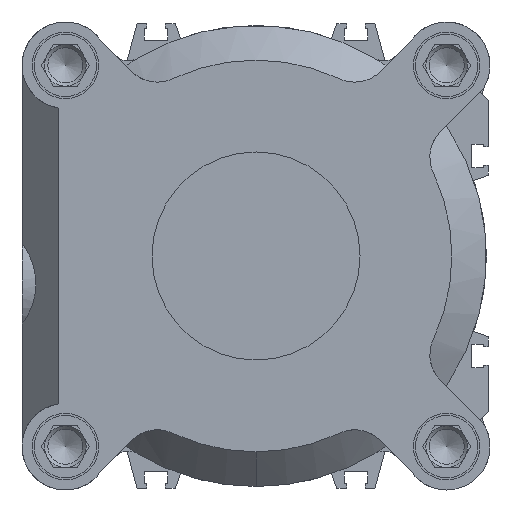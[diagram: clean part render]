
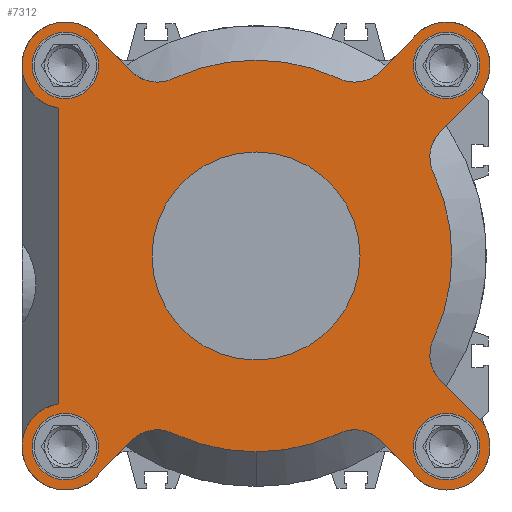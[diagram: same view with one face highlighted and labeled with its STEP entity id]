
A CAD part, left-side view. The second image highlights one B-rep face of the part: STEP entity #7312.
In plain terms, the highlighted face is planar.
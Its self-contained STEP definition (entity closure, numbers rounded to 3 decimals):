
#766=PLANE('',#7930);
#1073=CIRCLE('',#7741,10.5);
#1075=CIRCLE('',#7744,56.5);
#1076=CIRCLE('',#7746,10.5);
#1077=CIRCLE('',#7748,10.5);
#1078=CIRCLE('',#7750,10.5);
#1093=CIRCLE('',#7787,9.6);
#1094=CIRCLE('',#7790,9.6);
#1095=CIRCLE('',#7793,9.6);
#1096=CIRCLE('',#7796,9.6);
#1098=CIRCLE('',#7800,30.);
#1111=CIRCLE('',#7827,10.5);
#1113=CIRCLE('',#7830,56.5);
#1114=CIRCLE('',#7832,10.5);
#1116=CIRCLE('',#7835,56.5);
#1139=CIRCLE('',#7869,12.5);
#1141=CIRCLE('',#7875,12.5);
#1150=CIRCLE('',#7893,12.5);
#1151=CIRCLE('',#7895,12.5);
#1168=CIRCLE('',#7931,12.5);
#1169=CIRCLE('',#7932,56.5);
#1170=CIRCLE('',#7933,12.5);
#1171=CIRCLE('',#7934,10.5);
#1172=CIRCLE('',#7935,10.5);
#1649=VERTEX_POINT('',#9470);
#1650=VERTEX_POINT('',#9472);
#1651=VERTEX_POINT('',#9476);
#1655=VERTEX_POINT('',#9504);
#1656=VERTEX_POINT('',#9506);
#1659=VERTEX_POINT('',#9532);
#1660=VERTEX_POINT('',#9534);
#1663=VERTEX_POINT('',#9560);
#1664=VERTEX_POINT('',#9562);
#1712=VERTEX_POINT('',#9703);
#1716=VERTEX_POINT('',#9715);
#1719=VERTEX_POINT('',#9725);
#1720=VERTEX_POINT('',#9730);
#1722=VERTEX_POINT('',#9737);
#1739=VERTEX_POINT('',#9785);
#1740=VERTEX_POINT('',#9787);
#1743=VERTEX_POINT('',#9800);
#1745=VERTEX_POINT('',#9803);
#1747=VERTEX_POINT('',#9818);
#1749=VERTEX_POINT('',#9824);
#1751=VERTEX_POINT('',#9827);
#1780=VERTEX_POINT('',#9914);
#1781=VERTEX_POINT('',#9918);
#1782=VERTEX_POINT('',#9920);
#1792=VERTEX_POINT('',#9953);
#1793=VERTEX_POINT('',#9957);
#1796=VERTEX_POINT('',#9975);
#1797=VERTEX_POINT('',#9979);
#1798=VERTEX_POINT('',#9983);
#1800=VERTEX_POINT('',#10032);
#2397=VECTOR('',#11563,1.);
#2417=VECTOR('',#11652,1.);
#2420=VECTOR('',#11656,1.);
#2430=VECTOR('',#11679,1.);
#2433=VECTOR('',#11687,1.);
#2436=VECTOR('',#11695,1.);
#2440=VECTOR('',#11704,1.);
#3043=LINE('',#9786,#2397);
#3063=LINE('',#9913,#2417);
#3066=LINE('',#9919,#2420);
#3076=LINE('',#9952,#2430);
#3079=LINE('',#9960,#2433);
#3082=LINE('',#9974,#2436);
#3086=LINE('',#9984,#2440);
#3813=EDGE_CURVE('',#1649,#1650,#1073,.F.);
#3817=EDGE_CURVE('',#1651,#1650,#1075,.F.);
#3820=EDGE_CURVE('',#1655,#1656,#1076,.F.);
#3824=EDGE_CURVE('',#1659,#1660,#1077,.F.);
#3828=EDGE_CURVE('',#1663,#1664,#1078,.F.);
#3900=EDGE_CURVE('',#1712,#1712,#1093,.F.);
#3906=EDGE_CURVE('',#1716,#1716,#1094,.F.);
#3911=EDGE_CURVE('',#1719,#1719,#1095,.F.);
#3913=EDGE_CURVE('',#1720,#1720,#1096,.F.);
#3916=EDGE_CURVE('',#1722,#1722,#1098,.F.);
#3938=EDGE_CURVE('',#1740,#1739,#3043,.T.);
#3944=EDGE_CURVE('',#1743,#1745,#1111,.F.);
#3949=EDGE_CURVE('',#1747,#1745,#1113,.F.);
#3951=EDGE_CURVE('',#1749,#1751,#1114,.F.);
#3955=EDGE_CURVE('',#1663,#1660,#1116,.F.);
#3988=EDGE_CURVE('',#1780,#1656,#3063,.T.);
#3991=EDGE_CURVE('',#1782,#1781,#3066,.T.);
#4006=EDGE_CURVE('',#1792,#1751,#3076,.T.);
#4008=EDGE_CURVE('',#1793,#1792,#1139,.F.);
#4010=EDGE_CURVE('',#1659,#1793,#3079,.T.);
#4016=EDGE_CURVE('',#1796,#1664,#3082,.T.);
#4019=EDGE_CURVE('',#1797,#1796,#1141,.F.);
#4021=EDGE_CURVE('',#1649,#1798,#3086,.T.);
#4036=EDGE_CURVE('',#1800,#1780,#1150,.F.);
#4037=EDGE_CURVE('',#1781,#1740,#1151,.F.);
#4078=EDGE_CURVE('',#1739,#1800,#1168,.T.);
#4079=EDGE_CURVE('',#1655,#1651,#1169,.T.);
#4080=EDGE_CURVE('',#1798,#1797,#1170,.T.);
#4081=EDGE_CURVE('',#1747,#1749,#1171,.T.);
#4082=EDGE_CURVE('',#1782,#1743,#1172,.T.);
#5946=ORIENTED_EDGE('',*,*,#3900,.F.);
#5947=ORIENTED_EDGE('',*,*,#3906,.F.);
#5948=ORIENTED_EDGE('',*,*,#3911,.F.);
#5949=ORIENTED_EDGE('',*,*,#3913,.F.);
#5950=ORIENTED_EDGE('',*,*,#3916,.F.);
#5951=ORIENTED_EDGE('',*,*,#3938,.T.);
#5952=ORIENTED_EDGE('',*,*,#4078,.T.);
#5953=ORIENTED_EDGE('',*,*,#4036,.T.);
#5954=ORIENTED_EDGE('',*,*,#3988,.T.);
#5955=ORIENTED_EDGE('',*,*,#3820,.F.);
#5956=ORIENTED_EDGE('',*,*,#4079,.T.);
#5957=ORIENTED_EDGE('',*,*,#3817,.T.);
#5958=ORIENTED_EDGE('',*,*,#3813,.F.);
#5959=ORIENTED_EDGE('',*,*,#4021,.T.);
#5960=ORIENTED_EDGE('',*,*,#4080,.T.);
#5961=ORIENTED_EDGE('',*,*,#4019,.T.);
#5962=ORIENTED_EDGE('',*,*,#4016,.T.);
#5963=ORIENTED_EDGE('',*,*,#3828,.F.);
#5964=ORIENTED_EDGE('',*,*,#3955,.T.);
#5965=ORIENTED_EDGE('',*,*,#3824,.F.);
#5966=ORIENTED_EDGE('',*,*,#4010,.T.);
#5967=ORIENTED_EDGE('',*,*,#4008,.T.);
#5968=ORIENTED_EDGE('',*,*,#4006,.T.);
#5969=ORIENTED_EDGE('',*,*,#3951,.F.);
#5970=ORIENTED_EDGE('',*,*,#4081,.F.);
#5971=ORIENTED_EDGE('',*,*,#3949,.T.);
#5972=ORIENTED_EDGE('',*,*,#3944,.F.);
#5973=ORIENTED_EDGE('',*,*,#4082,.F.);
#5974=ORIENTED_EDGE('',*,*,#3991,.T.);
#5975=ORIENTED_EDGE('',*,*,#4037,.T.);
#6488=EDGE_LOOP('',(#5946));
#6489=EDGE_LOOP('',(#5947));
#6490=EDGE_LOOP('',(#5948));
#6491=EDGE_LOOP('',(#5949));
#6492=EDGE_LOOP('',(#5950));
#6493=EDGE_LOOP('',(#5951,#5952,#5953,#5954,#5955,#5956,#5957,#5958,#5959,
#5960,#5961,#5962,#5963,#5964,#5965,#5966,#5967,#5968,#5969,#5970,#5971,
#5972,#5973,#5974,#5975));
#6916=FACE_BOUND('',#6488,.T.);
#6917=FACE_BOUND('',#6489,.T.);
#6918=FACE_BOUND('',#6490,.T.);
#6919=FACE_BOUND('',#6491,.T.);
#6920=FACE_BOUND('',#6492,.T.);
#6921=FACE_BOUND('',#6493,.T.);
#7312=ADVANCED_FACE('',(#6916,#6917,#6918,#6919,#6920,#6921),#766,.T.);
#7741=AXIS2_PLACEMENT_3D('',#9471,#11339,#11340);
#7744=AXIS2_PLACEMENT_3D('',#9479,#11347,#11348);
#7746=AXIS2_PLACEMENT_3D('',#9505,#11352,#11353);
#7748=AXIS2_PLACEMENT_3D('',#9533,#11358,#11359);
#7750=AXIS2_PLACEMENT_3D('',#9561,#11364,#11365);
#7787=AXIS2_PLACEMENT_3D('',#9704,#11478,#11479);
#7790=AXIS2_PLACEMENT_3D('',#9716,#11488,#11489);
#7793=AXIS2_PLACEMENT_3D('',#9726,#11497,#11498);
#7796=AXIS2_PLACEMENT_3D('',#9731,#11503,#11504);
#7800=AXIS2_PLACEMENT_3D('',#9738,#11511,#11512);
#7827=AXIS2_PLACEMENT_3D('',#9802,#11572,#11573);
#7830=AXIS2_PLACEMENT_3D('',#9821,#11580,#11581);
#7832=AXIS2_PLACEMENT_3D('',#9826,#11585,#11586);
#7835=AXIS2_PLACEMENT_3D('',#9846,#11592,#11593);
#7869=AXIS2_PLACEMENT_3D('',#9956,#11683,#11684);
#7875=AXIS2_PLACEMENT_3D('',#9980,#11700,#11701);
#7893=AXIS2_PLACEMENT_3D('',#10033,#11736,#11737);
#7895=AXIS2_PLACEMENT_3D('',#10035,#11740,#11741);
#7930=AXIS2_PLACEMENT_3D('',#10108,#11825,$);
#7931=AXIS2_PLACEMENT_3D('',#10109,#11826,#11827);
#7932=AXIS2_PLACEMENT_3D('',#10110,#11828,#11829);
#7933=AXIS2_PLACEMENT_3D('',#10111,#11830,#11831);
#7934=AXIS2_PLACEMENT_3D('',#10112,#11832,#11833);
#7935=AXIS2_PLACEMENT_3D('',#10113,#11834,#11835);
#9470=CARTESIAN_POINT('',(45.,-35.899,53.223));
#9471=CARTESIAN_POINT('',(45.,-28.475,60.648));
#9472=CARTESIAN_POINT('',(45.,-24.012,51.144));
#9476=CARTESIAN_POINT('',(45.,0.,56.5));
#9479=CARTESIAN_POINT('',(45.,0.,0.));
#9504=CARTESIAN_POINT('',(45.,24.012,51.144));
#9505=CARTESIAN_POINT('',(45.,28.475,60.648));
#9506=CARTESIAN_POINT('',(45.,35.899,53.223));
#9532=CARTESIAN_POINT('',(45.,-53.223,-35.899));
#9533=CARTESIAN_POINT('',(45.,-60.648,-28.475));
#9534=CARTESIAN_POINT('',(45.,-51.144,-24.012));
#9560=CARTESIAN_POINT('',(45.,-51.144,24.012));
#9561=CARTESIAN_POINT('',(45.,-60.648,28.475));
#9562=CARTESIAN_POINT('',(45.,-53.223,35.899));
#9703=CARTESIAN_POINT('',(45.,-55.,45.4));
#9704=CARTESIAN_POINT('',(45.,-55.,55.));
#9715=CARTESIAN_POINT('',(45.,-55.,-64.6));
#9716=CARTESIAN_POINT('',(45.,-55.,-55.));
#9725=CARTESIAN_POINT('',(45.,55.,-64.6));
#9726=CARTESIAN_POINT('',(45.,55.,-55.));
#9730=CARTESIAN_POINT('',(45.,55.,45.4));
#9731=CARTESIAN_POINT('',(45.,55.,55.));
#9737=CARTESIAN_POINT('',(45.,0.,-30.));
#9738=CARTESIAN_POINT('',(45.,0.,0.));
#9785=CARTESIAN_POINT('',(45.,57.,42.661));
#9786=CARTESIAN_POINT('',(45.,57.,55.));
#9787=CARTESIAN_POINT('',(45.,57.,-42.661));
#9800=CARTESIAN_POINT('',(45.,28.475,-50.148));
#9802=CARTESIAN_POINT('',(45.,28.475,-60.648));
#9803=CARTESIAN_POINT('',(45.,24.012,-51.144));
#9818=CARTESIAN_POINT('',(45.,-24.012,-51.144));
#9821=CARTESIAN_POINT('',(45.,0.,0.));
#9824=CARTESIAN_POINT('',(45.,-28.475,-50.148));
#9826=CARTESIAN_POINT('',(45.,-28.475,-60.648));
#9827=CARTESIAN_POINT('',(45.,-35.899,-53.223));
#9846=CARTESIAN_POINT('',(45.,0.,0.));
#9913=CARTESIAN_POINT('',(45.,17.958,35.282));
#9914=CARTESIAN_POINT('',(45.,44.579,61.903));
#9918=CARTESIAN_POINT('',(45.,44.579,-61.903));
#9919=CARTESIAN_POINT('',(45.,-11.63,-5.694));
#9920=CARTESIAN_POINT('',(45.,35.899,-53.223));
#9952=CARTESIAN_POINT('',(45.,-17.958,-35.282));
#9953=CARTESIAN_POINT('',(45.,-44.579,-61.903));
#9956=CARTESIAN_POINT('',(45.,-55.,-55.));
#9957=CARTESIAN_POINT('',(45.,-65.421,-48.097));
#9960=CARTESIAN_POINT('',(45.,-31.771,-14.447));
#9974=CARTESIAN_POINT('',(45.,-64.542,47.218));
#9975=CARTESIAN_POINT('',(45.,-65.421,48.097));
#9979=CARTESIAN_POINT('',(45.,-55.,67.5));
#9980=CARTESIAN_POINT('',(45.,-55.,55.));
#9983=CARTESIAN_POINT('',(45.,-44.579,61.903));
#9984=CARTESIAN_POINT('',(45.,-43.37,60.694));
#10032=CARTESIAN_POINT('',(45.,55.,67.5));
#10033=CARTESIAN_POINT('',(45.,55.,55.));
#10035=CARTESIAN_POINT('',(45.,55.,-55.));
#10108=CARTESIAN_POINT('',(45.,-55.,55.));
#10109=CARTESIAN_POINT('',(45.,55.,55.));
#10110=CARTESIAN_POINT('',(45.,0.,0.));
#10111=CARTESIAN_POINT('',(45.,-55.,55.));
#10112=CARTESIAN_POINT('',(45.,-28.475,-60.648));
#10113=CARTESIAN_POINT('',(45.,28.475,-60.648));
#11339=DIRECTION('',(-1.,0.,0.));
#11340=DIRECTION('',(0.,0.,10.5));
#11347=DIRECTION('',(-1.,0.,0.));
#11348=DIRECTION('',(0.,0.,56.5));
#11352=DIRECTION('',(-1.,0.,0.));
#11353=DIRECTION('',(0.,0.,10.5));
#11358=DIRECTION('',(-1.,0.,0.));
#11359=DIRECTION('',(0.,0.,10.5));
#11364=DIRECTION('',(-1.,0.,0.));
#11365=DIRECTION('',(0.,0.,10.5));
#11478=DIRECTION('',(-1.,0.,0.));
#11479=DIRECTION('',(0.,0.,-9.6));
#11488=DIRECTION('',(-1.,0.,0.));
#11489=DIRECTION('',(0.,0.,-9.6));
#11497=DIRECTION('',(-1.,0.,0.));
#11498=DIRECTION('',(0.,0.,-9.6));
#11503=DIRECTION('',(-1.,0.,0.));
#11504=DIRECTION('',(0.,0.,-9.6));
#11511=DIRECTION('',(-1.,0.,0.));
#11512=DIRECTION('',(0.,0.,-30.));
#11563=DIRECTION('',(0.,0.,1.));
#11572=DIRECTION('',(-1.,0.,0.));
#11573=DIRECTION('',(0.,0.,10.5));
#11580=DIRECTION('',(-1.,0.,0.));
#11581=DIRECTION('',(0.,0.,56.5));
#11585=DIRECTION('',(-1.,0.,0.));
#11586=DIRECTION('',(0.,0.,10.5));
#11592=DIRECTION('',(-1.,0.,0.));
#11593=DIRECTION('',(0.,0.,56.5));
#11652=DIRECTION('',(0.,-0.707,-0.707));
#11656=DIRECTION('',(0.,0.707,-0.707));
#11679=DIRECTION('',(0.,0.707,0.707));
#11683=DIRECTION('',(-1.,0.,0.));
#11684=DIRECTION('',(0.,0.,12.5));
#11687=DIRECTION('',(0.,-0.707,-0.707));
#11695=DIRECTION('',(0.,0.707,-0.707));
#11700=DIRECTION('',(-1.,0.,0.));
#11701=DIRECTION('',(0.,0.,12.5));
#11704=DIRECTION('',(0.,-0.707,0.707));
#11736=DIRECTION('',(-1.,0.,0.));
#11737=DIRECTION('',(0.,0.,12.5));
#11740=DIRECTION('',(-1.,0.,0.));
#11741=DIRECTION('',(0.,0.,12.5));
#11825=DIRECTION('',(1.,0.,0.));
#11826=DIRECTION('',(1.,0.,0.));
#11827=DIRECTION('',(0.,0.,12.5));
#11828=DIRECTION('',(1.,0.,0.));
#11829=DIRECTION('',(0.,0.,56.5));
#11830=DIRECTION('',(1.,0.,0.));
#11831=DIRECTION('',(0.,0.,12.5));
#11832=DIRECTION('',(1.,0.,0.));
#11833=DIRECTION('',(0.,0.,10.5));
#11834=DIRECTION('',(1.,0.,0.));
#11835=DIRECTION('',(0.,0.,10.5));
